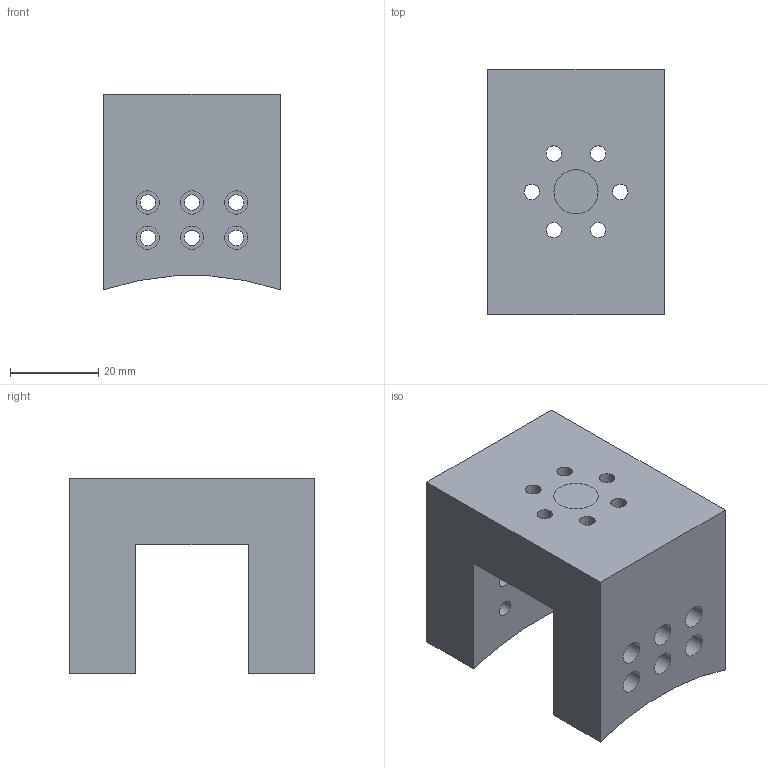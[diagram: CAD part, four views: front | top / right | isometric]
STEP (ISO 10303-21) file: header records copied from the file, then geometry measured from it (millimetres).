
FILE_DESCRIPTION(/* description */ (''),/* implementation_level */ '2;1');
FILE_NAME(/* name */ 'CycloidDriveConnector.stp',/* time_stamp */ '2025-10-24T01:08:20-05:00',/* author */ ('aul12'),/* organization */ (''),/* preprocessor_version */ 'ST-DEVELOPER v19.2',/* originating_system */ 'Autodesk Inventor 2024',/* authorisation */ '');
FILE_SCHEMA (('AUTOMOTIVE_DESIGN { 1 0 10303 214 3 1 1 }'));
Length unit declared in the file: millimetre
Products named in the file (1): CycloidDriveConnector
Bounding box: 40 x 55.5 x 44.27 mm (x, y, z)
Volume: 61568.5 mm3; surface area: 16738.5 mm2
Topology: 1 solids, 1 shells, 66 faces, 135 edges, 90 vertices
Faces by surface type: cylinder 39, plane 27
Full cylindrical faces by diameter (mm): 3.5 x18, 5.25 x6, 6 x12, 10 x1
Entity records: 1892 total; most frequent: DIRECTION 347, CARTESIAN_POINT 292, ORIENTED_EDGE 270, AXIS2_PLACEMENT_3D 145, EDGE_CURVE 135, EDGE_LOOP 121, VERTEX_POINT 90, CIRCLE 78
